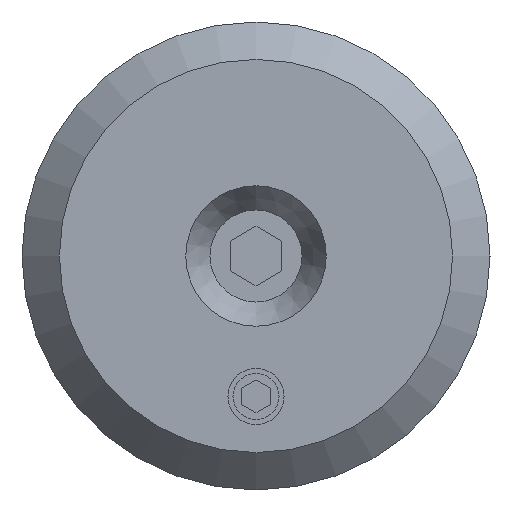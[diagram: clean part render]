
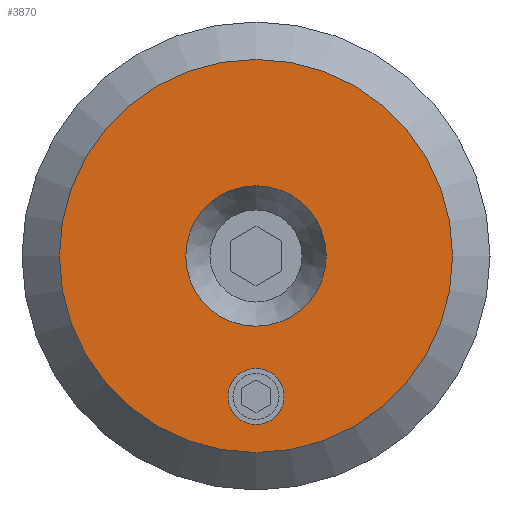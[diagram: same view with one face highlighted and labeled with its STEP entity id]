
A CAD part, left-side view. The second image highlights one B-rep face of the part: STEP entity #3870.
In plain terms, the highlighted planar face has unit normal (-1, 0, 0).
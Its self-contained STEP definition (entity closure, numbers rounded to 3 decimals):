
#95=PLANE('',#4169);
#624=ORIENTED_EDGE('',*,*,#1161,.T.);
#625=ORIENTED_EDGE('',*,*,#1162,.T.);
#626=ORIENTED_EDGE('',*,*,#1163,.T.);
#1161=EDGE_CURVE('',#1456,#1456,#1651,.T.);
#1162=EDGE_CURVE('',#1457,#1457,#1652,.T.);
#1163=EDGE_CURVE('',#1458,#1458,#1653,.T.);
#1456=VERTEX_POINT('',#5770);
#1457=VERTEX_POINT('',#5772);
#1458=VERTEX_POINT('',#5774);
#1651=CIRCLE('',#4170,1.23);
#1652=CIRCLE('',#4171,3.75);
#1653=CIRCLE('',#4172,10.5);
#1859=EDGE_LOOP('',(#624));
#1860=EDGE_LOOP('',(#625));
#1861=EDGE_LOOP('',(#626));
#2203=FACE_BOUND('',#1859,.T.);
#2204=FACE_BOUND('',#1860,.T.);
#2205=FACE_BOUND('',#1861,.T.);
#3870=ADVANCED_FACE('',(#2203,#2204,#2205),#95,.T.);
#4169=AXIS2_PLACEMENT_3D('',#5768,#4677,#4678);
#4170=AXIS2_PLACEMENT_3D('',#5769,#4679,#4680);
#4171=AXIS2_PLACEMENT_3D('',#5771,#4681,#4682);
#4172=AXIS2_PLACEMENT_3D('',#5773,#4683,#4684);
#4677=DIRECTION('',(-1.,0.,0.));
#4678=DIRECTION('',(0.,0.,1.));
#4679=DIRECTION('',(1.,0.,0.));
#4680=DIRECTION('',(0.,0.,1.));
#4681=DIRECTION('',(1.,0.,0.));
#4682=DIRECTION('',(0.,0.,-1.));
#4683=DIRECTION('',(-1.,0.,0.));
#4684=DIRECTION('',(0.,0.,1.));
#5768=CARTESIAN_POINT('',(0.,0.,10.5));
#5769=CARTESIAN_POINT('',(0.,0.,-7.5));
#5770=CARTESIAN_POINT('',(0.,0.,-6.271));
#5771=CARTESIAN_POINT('',(0.,0.,0.));
#5772=CARTESIAN_POINT('',(0.,0.,-3.75));
#5773=CARTESIAN_POINT('',(0.,0.,0.));
#5774=CARTESIAN_POINT('',(0.,0.,10.5));
